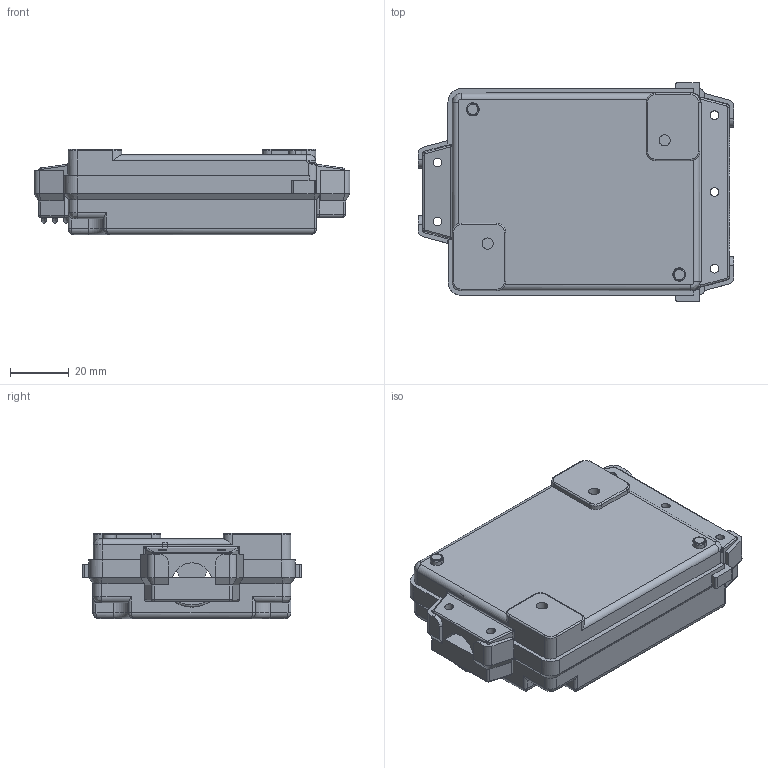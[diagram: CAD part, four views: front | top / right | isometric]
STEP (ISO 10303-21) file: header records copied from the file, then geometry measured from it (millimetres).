
FILE_DESCRIPTION((''),'2;1');
FILE_NAME('117-8352','2019-12-19T',('U371994'),('DANFOSS COMMERCIAL COMPRESSOR'),'CREO PARAMETRIC BY PTC INC, 2015480','CREO PARAMETRIC BY PTC INC, 2015480','');
FILE_SCHEMA(('CONFIG_CONTROL_DESIGN'));
Length unit declared in the file: millimetre
Products named in the file (1): 117-8352
Bounding box: 107.1 x 74.18 x 28.9 mm (x, y, z)
Surface area: 45614.5 mm2 (no closed solid volume)
Topology: 0 solids, 1 shells, 481 faces, 1301 edges, 822 vertices
Faces by surface type: plane 211, cylinder 206, bspline 27, torus 21, cone 8, revolution 4, sphere 4
Entity records: 16955 total; most frequent: CARTESIAN_POINT 4780, ORIENTED_EDGE 2591, DIRECTION 2508, EDGE_CURVE 1297, AXIS2_PLACEMENT_3D 894, VERTEX_POINT 822, VECTOR 716, LINE 716
